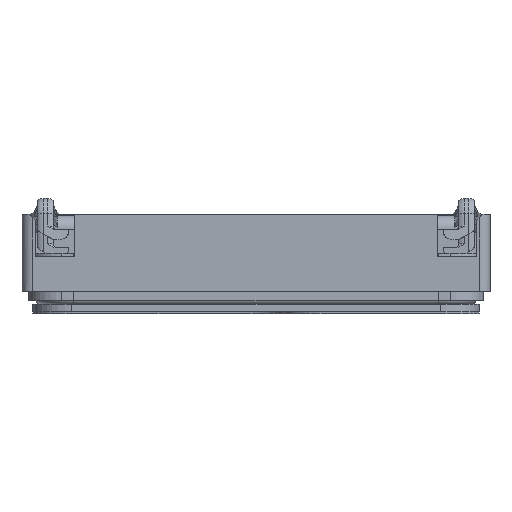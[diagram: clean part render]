
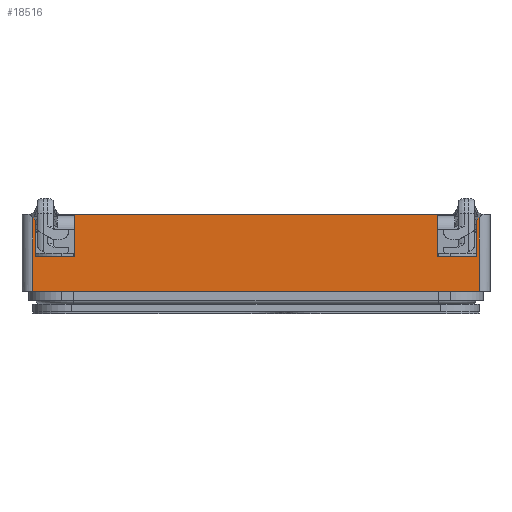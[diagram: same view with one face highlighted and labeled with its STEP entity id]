
A CAD part, front view. The second image highlights one B-rep face of the part: STEP entity #18516.
In plain terms, the highlighted planar face has unit normal (0, -1, 0).
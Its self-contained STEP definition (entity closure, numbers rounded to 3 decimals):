
#211 = VECTOR ( 'NONE', #17015, 1000. ) ;
#559 = PLANE ( 'NONE',  #11073 ) ;
#1014 = CARTESIAN_POINT ( 'NONE',  ( -5.72, -3., -0.58 ) ) ;
#1088 = VERTEX_POINT ( 'NONE', #19813 ) ;
#1607 = CARTESIAN_POINT ( 'NONE',  ( -5.72, -3., 1.303 ) ) ;
#1694 = ORIENTED_EDGE ( 'NONE', *, *, #2256, .T. ) ;
#1836 = DIRECTION ( 'NONE',  ( 0., 0., -1. ) ) ;
#1988 = CARTESIAN_POINT ( 'NONE',  ( -5.72, -3., 1.39 ) ) ;
#2215 = LINE ( 'NONE', #1988, #211 ) ;
#2256 = EDGE_CURVE ( 'NONE', #8631, #1088, #21393, .T. ) ;
#2873 = CARTESIAN_POINT ( 'NONE',  ( 5.657, -3., 2.957 ) ) ;
#2997 = CARTESIAN_POINT ( 'NONE',  ( 5.72, -3., -0.58 ) ) ;
#3263 = VERTEX_POINT ( 'NONE', #1607 ) ;
#3365 = VECTOR ( 'NONE', #5802, 1000. ) ;
#3380 = CARTESIAN_POINT ( 'NONE',  ( 4.656, -3., 1.39 ) ) ;
#3409 = LINE ( 'NONE', #8252, #13886 ) ;
#3475 = VECTOR ( 'NONE', #11558, 1000. ) ;
#3530 = CARTESIAN_POINT ( 'NONE',  ( 4.656, -3., 2.957 ) ) ;
#3568 = ORIENTED_EDGE ( 'NONE', *, *, #19606, .F. ) ;
#3836 = CARTESIAN_POINT ( 'NONE',  ( -4.042, -3., 2.957 ) ) ;
#3859 = VERTEX_POINT ( 'NONE', #10419 ) ;
#3950 = VERTEX_POINT ( 'NONE', #10763 ) ;
#4455 = LINE ( 'NONE', #4569, #20415 ) ;
#4478 = DIRECTION ( 'NONE',  ( 1., 0., 0. ) ) ;
#4569 = CARTESIAN_POINT ( 'NONE',  ( 5.657, -3., 1.24 ) ) ;
#4863 = DIRECTION ( 'NONE',  ( 0., 0., -1. ) ) ;
#5802 = DIRECTION ( 'NONE',  ( 0., 0., -1. ) ) ;
#5939 = VERTEX_POINT ( 'NONE', #19620 ) ;
#6055 = VECTOR ( 'NONE', #16549, 1000. ) ;
#6505 = ORIENTED_EDGE ( 'NONE', *, *, #18666, .F. ) ;
#6759 = VECTOR ( 'NONE', #16246, 1000. ) ;
#6846 = ORIENTED_EDGE ( 'NONE', *, *, #7561, .F. ) ;
#7299 = EDGE_CURVE ( 'NONE', #3859, #3950, #4455, .T. ) ;
#7462 = EDGE_LOOP ( 'NONE', ( #17932, #8485, #9250, #6505, #11663, #10398, #19833, #1694, #3568, #17647, #6846, #20498 ) ) ;
#7561 = EDGE_CURVE ( 'NONE', #19938, #3263, #2215, .T. ) ;
#8252 = CARTESIAN_POINT ( 'NONE',  ( -4.656, -3., 2.26 ) ) ;
#8473 = VECTOR ( 'NONE', #4478, 1000. ) ;
#8485 = ORIENTED_EDGE ( 'NONE', *, *, #7299, .T. ) ;
#8631 = VERTEX_POINT ( 'NONE', #10019 ) ;
#8671 = DIRECTION ( 'NONE',  ( 0., 0., -1. ) ) ;
#9250 = ORIENTED_EDGE ( 'NONE', *, *, #21953, .T. ) ;
#9876 = LINE ( 'NONE', #16660, #8473 ) ;
#9917 = DIRECTION ( 'NONE',  ( 0., 0., -1. ) ) ;
#10019 = CARTESIAN_POINT ( 'NONE',  ( -4.656, -3., 0.31 ) ) ;
#10099 = VERTEX_POINT ( 'NONE', #3380 ) ;
#10170 = LINE ( 'NONE', #17191, #18253 ) ;
#10206 = EDGE_CURVE ( 'NONE', #10099, #12533, #19599, .T. ) ;
#10398 = ORIENTED_EDGE ( 'NONE', *, *, #10206, .T. ) ;
#10419 = CARTESIAN_POINT ( 'NONE',  ( 5.72, -3., 1.303 ) ) ;
#10763 = CARTESIAN_POINT ( 'NONE',  ( 5.657, -3., 1.24 ) ) ;
#11073 = AXIS2_PLACEMENT_3D ( 'NONE', #3836, #19062, #8671 ) ;
#11146 = VERTEX_POINT ( 'NONE', #11966 ) ;
#11413 = EDGE_CURVE ( 'NONE', #12533, #8631, #3409, .T. ) ;
#11417 = CARTESIAN_POINT ( 'NONE',  ( -4.656, -3., 1.39 ) ) ;
#11558 = DIRECTION ( 'NONE',  ( 0.707, 0., -0.707 ) ) ;
#11591 = EDGE_CURVE ( 'NONE', #19938, #14877, #9876, .T. ) ;
#11663 = ORIENTED_EDGE ( 'NONE', *, *, #13722, .F. ) ;
#11889 = DIRECTION ( 'NONE',  ( 0., 0., 1. ) ) ;
#11966 = CARTESIAN_POINT ( 'NONE',  ( 4.656, -3., 0.31 ) ) ;
#12519 = CARTESIAN_POINT ( 'NONE',  ( -5.657, -3., 1.24 ) ) ;
#12533 = VERTEX_POINT ( 'NONE', #11417 ) ;
#13446 = LINE ( 'NONE', #3530, #21078 ) ;
#13722 = EDGE_CURVE ( 'NONE', #10099, #11146, #13446, .T. ) ;
#13886 = VECTOR ( 'NONE', #4863, 1000. ) ;
#14089 = FACE_OUTER_BOUND ( 'NONE', #7462, .T. ) ;
#14626 = CARTESIAN_POINT ( 'NONE',  ( -4.042, -3., 0.31 ) ) ;
#14720 = LINE ( 'NONE', #2873, #3365 ) ;
#14781 = EDGE_CURVE ( 'NONE', #3263, #15682, #22167, .T. ) ;
#14877 = VERTEX_POINT ( 'NONE', #2997 ) ;
#15283 = CARTESIAN_POINT ( 'NONE',  ( -5.708, -3., 1.291 ) ) ;
#15682 = VERTEX_POINT ( 'NONE', #12519 ) ;
#16185 = VECTOR ( 'NONE', #9917, 1000. ) ;
#16246 = DIRECTION ( 'NONE',  ( 1., 0., 0. ) ) ;
#16549 = DIRECTION ( 'NONE',  ( -1., 0., 0. ) ) ;
#16660 = CARTESIAN_POINT ( 'NONE',  ( -4.042, -3., -0.58 ) ) ;
#17015 = DIRECTION ( 'NONE',  ( 0., 0., 1. ) ) ;
#17191 = CARTESIAN_POINT ( 'NONE',  ( 5.72, -3., 2.957 ) ) ;
#17647 = ORIENTED_EDGE ( 'NONE', *, *, #14781, .F. ) ;
#17922 = DIRECTION ( 'NONE',  ( -1., 0., 0. ) ) ;
#17932 = ORIENTED_EDGE ( 'NONE', *, *, #17952, .T. ) ;
#17952 = EDGE_CURVE ( 'NONE', #14877, #3859, #10170, .T. ) ;
#18140 = CARTESIAN_POINT ( 'NONE',  ( 0., -3., 0.31 ) ) ;
#18253 = VECTOR ( 'NONE', #11889, 1000. ) ;
#18516 = ADVANCED_FACE ( 'NONE', ( #14089 ), #559, .F. ) ;
#18666 = EDGE_CURVE ( 'NONE', #11146, #5939, #21533, .T. ) ;
#18877 = VECTOR ( 'NONE', #17922, 1000. ) ;
#19062 = DIRECTION ( 'NONE',  ( 0., 1., 0. ) ) ;
#19599 = LINE ( 'NONE', #21518, #18877 ) ;
#19606 = EDGE_CURVE ( 'NONE', #15682, #1088, #20753, .T. ) ;
#19620 = CARTESIAN_POINT ( 'NONE',  ( 5.657, -3., 0.31 ) ) ;
#19813 = CARTESIAN_POINT ( 'NONE',  ( -5.657, -3., 0.31 ) ) ;
#19833 = ORIENTED_EDGE ( 'NONE', *, *, #11413, .T. ) ;
#19938 = VERTEX_POINT ( 'NONE', #1014 ) ;
#20415 = VECTOR ( 'NONE', #21826, 1000. ) ;
#20498 = ORIENTED_EDGE ( 'NONE', *, *, #11591, .T. ) ;
#20753 = LINE ( 'NONE', #22004, #16185 ) ;
#21078 = VECTOR ( 'NONE', #1836, 1000. ) ;
#21393 = LINE ( 'NONE', #14626, #6055 ) ;
#21518 = CARTESIAN_POINT ( 'NONE',  ( -5.55, -3., 1.39 ) ) ;
#21533 = LINE ( 'NONE', #18140, #6759 ) ;
#21826 = DIRECTION ( 'NONE',  ( -0.707, 0., -0.707 ) ) ;
#21953 = EDGE_CURVE ( 'NONE', #3950, #5939, #14720, .T. ) ;
#22004 = CARTESIAN_POINT ( 'NONE',  ( -5.657, -3., 1.008 ) ) ;
#22167 = LINE ( 'NONE', #15283, #3475 ) ;
